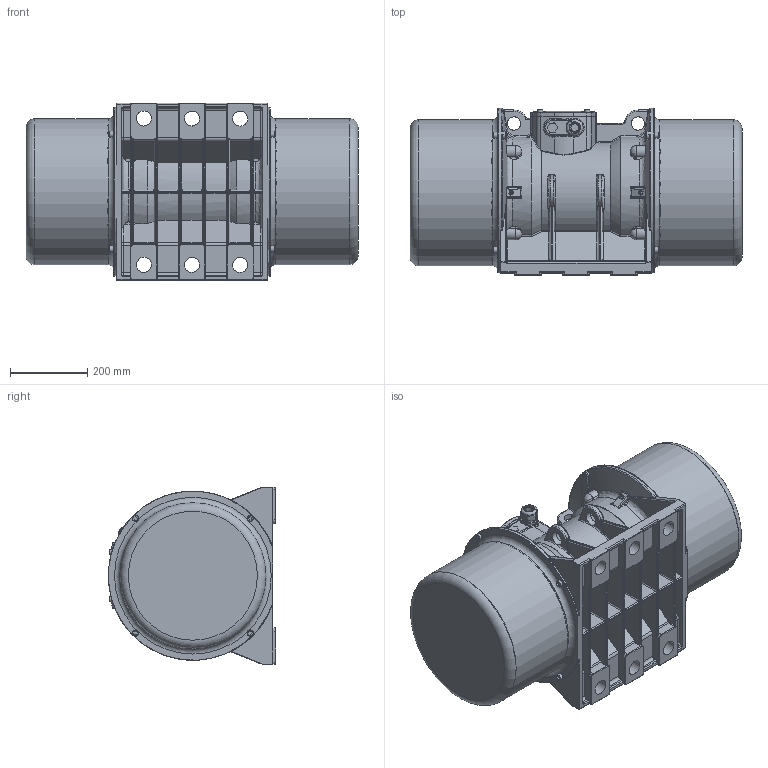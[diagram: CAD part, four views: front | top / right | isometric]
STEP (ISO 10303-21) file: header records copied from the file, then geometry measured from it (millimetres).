
FILE_DESCRIPTION (( 'STEP AP214' ), '1' );
FILE_NAME ('NEG 169510 50-60Hz.STEP', '2015-02-09T14:28:15', ( 'Netter' ), ( 'Microsoft' ), 'SwSTEP 2.0', 'SolidWorks 2015', '' );
FILE_SCHEMA (( 'AUTOMOTIVE_DESIGN' ));
Length unit declared in the file: millimetre
Products named in the file (1): NEG 169510 50-60Hz
Bounding box: 862 x 434.5 x 461.5 mm (x, y, z)
Volume: 17244304.5 mm3; surface area: 3673748.7 mm2
Topology: 33 solids, 33 shells, 3554 faces, 9185 edges, 5707 vertices
Faces by surface type: cylinder 1316, bspline 1294, plane 936, torus 8
Full cylindrical faces by diameter (mm): 3.2 x4, 3.4 x4, 4.908 x1, 5 x5, 6.544 x1, 6.75 x6, 8 x4, 8.4 x4, 8.5 x10, 9 x4, 9.728 x2, 10 x8, 10.5 x8, 11 x8, 13 x8, 16 x16, 17.5 x3, 18 x1, 20 x4, 26 x2, 33 x1, 35 x6, 36 x1, 39 x6, 42 x1, 70 x6, 143 x1, 149 x1, 158.5 x1, 189.189 x1
Entity records: 277154 total; most frequent: CARTESIAN_POINT 207056, ORIENTED_EDGE 17344, EDGE_CURVE 8672, DIRECTION 7991, VERTEX_POINT 5656, B_SPLINE_CURVE_WITH_KNOTS 5299, EDGE_LOOP 4138, FACE_OUTER_BOUND 3829
